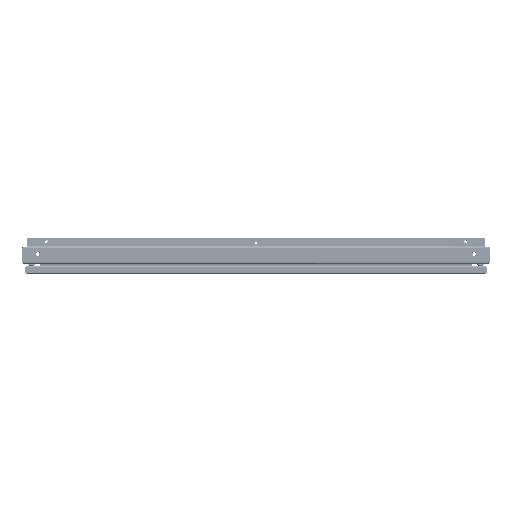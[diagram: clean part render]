
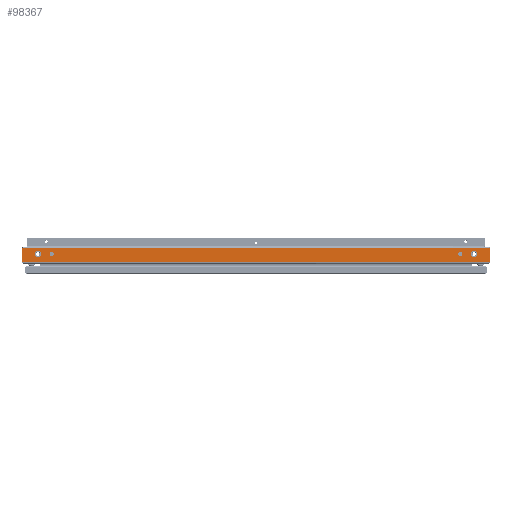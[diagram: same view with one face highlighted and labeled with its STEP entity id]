
A CAD part, front view. The second image highlights one B-rep face of the part: STEP entity #98367.
In plain terms, the highlighted face is planar.
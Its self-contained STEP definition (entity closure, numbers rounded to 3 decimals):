
#19 = CARTESIAN_POINT ( 'NONE',  ( 0., 0., 0. ) ) ;
#420 = DIRECTION ( 'NONE',  ( 1., 0., 0. ) ) ;
#695 = CARTESIAN_POINT ( 'NONE',  ( -524.5, -3.319, 0. ) ) ;
#1004 = VERTEX_POINT ( 'NONE', #85179 ) ;
#1878 = CARTESIAN_POINT ( 'NONE',  ( 559.5, -3.319, 0. ) ) ;
#2360 = DIRECTION ( 'NONE',  ( -1., 0., 0. ) ) ;
#3142 = AXIS2_PLACEMENT_3D ( 'NONE', #42264, #26778, #79588 ) ;
#3988 = CARTESIAN_POINT ( 'NONE',  ( -600., -22., 0. ) ) ;
#5085 = EDGE_LOOP ( 'NONE', ( #34197, #52995 ) ) ;
#5728 = CARTESIAN_POINT ( 'NONE',  ( -600., -18., 0. ) ) ;
#5802 = LINE ( 'NONE', #21237, #79873 ) ;
#6230 = EDGE_CURVE ( 'NONE', #64397, #54644, #34867, .T. ) ;
#7373 = DIRECTION ( 'NONE',  ( 0., 0., 1. ) ) ;
#7507 = CARTESIAN_POINT ( 'NONE',  ( -600., -18., 0. ) ) ;
#9022 = VERTEX_POINT ( 'NONE', #76767 ) ;
#9854 = LINE ( 'NONE', #54208, #56097 ) ;
#12435 = CIRCLE ( 'NONE', #79248, 8. ) ;
#13999 = EDGE_CURVE ( 'NONE', #24069, #9022, #12435, .T. ) ;
#15390 = VECTOR ( 'NONE', #52478, 1000. ) ;
#16429 = CARTESIAN_POINT ( 'NONE',  ( 524.5, -3.319, 0. ) ) ;
#17316 = CARTESIAN_POINT ( 'NONE',  ( -567.5, -3.319, 0. ) ) ;
#19231 = ORIENTED_EDGE ( 'NONE', *, *, #6230, .F. ) ;
#19484 = AXIS2_PLACEMENT_3D ( 'NONE', #87891, #19631, #50031 ) ;
#19631 = DIRECTION ( 'NONE',  ( 0., 0., 1. ) ) ;
#21237 = CARTESIAN_POINT ( 'NONE',  ( 600., -22., 0. ) ) ;
#21855 = VERTEX_POINT ( 'NONE', #86778 ) ;
#22099 = DIRECTION ( 'NONE',  ( 0., 0., 1. ) ) ;
#22541 = CARTESIAN_POINT ( 'NONE',  ( -551.5, -3.319, 0. ) ) ;
#23242 = ORIENTED_EDGE ( 'NONE', *, *, #41985, .F. ) ;
#24069 = VERTEX_POINT ( 'NONE', #93502 ) ;
#26667 = VECTOR ( 'NONE', #420, 1000. ) ;
#26696 = CARTESIAN_POINT ( 'NONE',  ( 597.935, -18., 0. ) ) ;
#26778 = DIRECTION ( 'NONE',  ( 0., 0., -1. ) ) ;
#28112 = CARTESIAN_POINT ( 'NONE',  ( -519., -3.319, 0. ) ) ;
#28925 = EDGE_LOOP ( 'NONE', ( #32670, #57170 ) ) ;
#28926 = LINE ( 'NONE', #7507, #82050 ) ;
#29388 = EDGE_CURVE ( 'NONE', #32601, #60371, #9854, .T. ) ;
#29538 = LINE ( 'NONE', #90308, #15390 ) ;
#29789 = CARTESIAN_POINT ( 'NONE',  ( -600., -18., 0. ) ) ;
#31743 = VERTEX_POINT ( 'NONE', #85176 ) ;
#32601 = VERTEX_POINT ( 'NONE', #82727 ) ;
#32670 = ORIENTED_EDGE ( 'NONE', *, *, #81281, .F. ) ;
#32915 = CARTESIAN_POINT ( 'NONE',  ( 530., -3.319, 0. ) ) ;
#33783 = EDGE_CURVE ( 'NONE', #31743, #58523, #29538, .T. ) ;
#34197 = ORIENTED_EDGE ( 'NONE', *, *, #49969, .T. ) ;
#34649 = EDGE_CURVE ( 'NONE', #58523, #1004, #76597, .T. ) ;
#34867 = CIRCLE ( 'NONE', #93704, 8. ) ;
#35018 = CIRCLE ( 'NONE', #3142, 8. ) ;
#35698 = VECTOR ( 'NONE', #95097, 1000. ) ;
#37758 = CARTESIAN_POINT ( 'NONE',  ( 600., 18., 0. ) ) ;
#37877 = FACE_OUTER_BOUND ( 'NONE', #60268, .T. ) ;
#38502 = VERTEX_POINT ( 'NONE', #83887 ) ;
#38761 = CIRCLE ( 'NONE', #83229, 5.5 ) ;
#38792 = ORIENTED_EDGE ( 'NONE', *, *, #56392, .T. ) ;
#38849 = LINE ( 'NONE', #91599, #46467 ) ;
#38959 = EDGE_CURVE ( 'NONE', #9022, #24069, #35018, .T. ) ;
#39237 = LINE ( 'NONE', #37758, #53400 ) ;
#40051 = ORIENTED_EDGE ( 'NONE', *, *, #34649, .T. ) ;
#40246 = DIRECTION ( 'NONE',  ( -1., 0., 0. ) ) ;
#40279 = AXIS2_PLACEMENT_3D ( 'NONE', #695, #22099, #54471 ) ;
#41985 = EDGE_CURVE ( 'NONE', #54644, #64397, #62452, .T. ) ;
#42264 = CARTESIAN_POINT ( 'NONE',  ( 559.5, -3.319, 0. ) ) ;
#42317 = EDGE_CURVE ( 'NONE', #66847, #82758, #60944, .T. ) ;
#44114 = ORIENTED_EDGE ( 'NONE', *, *, #47848, .T. ) ;
#44871 = FACE_BOUND ( 'NONE', #58463, .T. ) ;
#45163 = DIRECTION ( 'NONE',  ( 0., 1., 0. ) ) ;
#45587 = EDGE_CURVE ( 'NONE', #60371, #88840, #72220, .T. ) ;
#46467 = VECTOR ( 'NONE', #59735, 1000. ) ;
#47848 = EDGE_CURVE ( 'NONE', #93524, #38502, #39237, .T. ) ;
#48085 = CARTESIAN_POINT ( 'NONE',  ( -559.5, -3.319, 0. ) ) ;
#48273 = DIRECTION ( 'NONE',  ( -1., 0., 0. ) ) ;
#49702 = ORIENTED_EDGE ( 'NONE', *, *, #33783, .T. ) ;
#49969 = EDGE_CURVE ( 'NONE', #82758, #66847, #68020, .T. ) ;
#50031 = DIRECTION ( 'NONE',  ( 1., 0., 0. ) ) ;
#50264 = DIRECTION ( 'NONE',  ( 0., 0., -1. ) ) ;
#52102 = ORIENTED_EDGE ( 'NONE', *, *, #84279, .T. ) ;
#52478 = DIRECTION ( 'NONE',  ( 1., 0., 0. ) ) ;
#52995 = ORIENTED_EDGE ( 'NONE', *, *, #42317, .T. ) ;
#53400 = VECTOR ( 'NONE', #69106, 1000. ) ;
#54208 = CARTESIAN_POINT ( 'NONE',  ( 600., 18., 0. ) ) ;
#54471 = DIRECTION ( 'NONE',  ( 1., 0., 0. ) ) ;
#54644 = VERTEX_POINT ( 'NONE', #17316 ) ;
#55278 = AXIS2_PLACEMENT_3D ( 'NONE', #16429, #61744, #67753 ) ;
#56097 = VECTOR ( 'NONE', #2360, 1000. ) ;
#56392 = EDGE_CURVE ( 'NONE', #38502, #32601, #38849, .T. ) ;
#57170 = ORIENTED_EDGE ( 'NONE', *, *, #70506, .F. ) ;
#57240 = CARTESIAN_POINT ( 'NONE',  ( 519., -3.319, 0. ) ) ;
#57742 = CIRCLE ( 'NONE', #40279, 5.5 ) ;
#58463 = EDGE_LOOP ( 'NONE', ( #62499, #93970 ) ) ;
#58523 = VERTEX_POINT ( 'NONE', #26696 ) ;
#59735 = DIRECTION ( 'NONE',  ( -1., 0., 0. ) ) ;
#60268 = EDGE_LOOP ( 'NONE', ( #52102, #49702, #40051, #72957, #44114, #38792, #85238, #83921 ) ) ;
#60371 = VERTEX_POINT ( 'NONE', #75763 ) ;
#60944 = CIRCLE ( 'NONE', #67274, 5.5 ) ;
#61744 = DIRECTION ( 'NONE',  ( 0., 0., -1. ) ) ;
#61745 = DIRECTION ( 'NONE',  ( 0., 0., -1. ) ) ;
#62452 = CIRCLE ( 'NONE', #19484, 8. ) ;
#62499 = ORIENTED_EDGE ( 'NONE', *, *, #38959, .T. ) ;
#64397 = VERTEX_POINT ( 'NONE', #22541 ) ;
#64701 = DIRECTION ( 'NONE',  ( -1., 0., 0. ) ) ;
#66847 = VERTEX_POINT ( 'NONE', #57240 ) ;
#67274 = AXIS2_PLACEMENT_3D ( 'NONE', #80623, #50264, #64701 ) ;
#67486 = EDGE_CURVE ( 'NONE', #1004, #93524, #5802, .T. ) ;
#67753 = DIRECTION ( 'NONE',  ( -1., 0., 0. ) ) ;
#68020 = CIRCLE ( 'NONE', #55278, 5.5 ) ;
#68113 = DIRECTION ( 'NONE',  ( 1., 0., 0. ) ) ;
#68242 = PLANE ( 'NONE',  #68319 ) ;
#68319 = AXIS2_PLACEMENT_3D ( 'NONE', #19, #61745, #48273 ) ;
#69106 = DIRECTION ( 'NONE',  ( -1., 0., 0. ) ) ;
#70506 = EDGE_CURVE ( 'NONE', #21855, #82087, #38761, .T. ) ;
#72220 = LINE ( 'NONE', #3988, #35698 ) ;
#72957 = ORIENTED_EDGE ( 'NONE', *, *, #67486, .T. ) ;
#73775 = CARTESIAN_POINT ( 'NONE',  ( 600., 18., 0. ) ) ;
#75222 = FACE_BOUND ( 'NONE', #5085, .T. ) ;
#75704 = FACE_BOUND ( 'NONE', #28925, .T. ) ;
#75763 = CARTESIAN_POINT ( 'NONE',  ( -600., 18., 0. ) ) ;
#76597 = LINE ( 'NONE', #29789, #26667 ) ;
#76767 = CARTESIAN_POINT ( 'NONE',  ( 567.5, -3.319, 0. ) ) ;
#77962 = DIRECTION ( 'NONE',  ( 1., 0., 0. ) ) ;
#78538 = DIRECTION ( 'NONE',  ( 0., 0., -1. ) ) ;
#79248 = AXIS2_PLACEMENT_3D ( 'NONE', #1878, #78538, #40246 ) ;
#79588 = DIRECTION ( 'NONE',  ( -1., 0., 0. ) ) ;
#79873 = VECTOR ( 'NONE', #45163, 1000. ) ;
#80623 = CARTESIAN_POINT ( 'NONE',  ( 524.5, -3.319, 0. ) ) ;
#81281 = EDGE_CURVE ( 'NONE', #82087, #21855, #57742, .T. ) ;
#82050 = VECTOR ( 'NONE', #98129, 1000. ) ;
#82087 = VERTEX_POINT ( 'NONE', #28112 ) ;
#82727 = CARTESIAN_POINT ( 'NONE',  ( -598., 18., 0. ) ) ;
#82758 = VERTEX_POINT ( 'NONE', #32915 ) ;
#83191 = FACE_BOUND ( 'NONE', #93591, .T. ) ;
#83229 = AXIS2_PLACEMENT_3D ( 'NONE', #83554, #7373, #68113 ) ;
#83554 = CARTESIAN_POINT ( 'NONE',  ( -524.5, -3.319, 0. ) ) ;
#83887 = CARTESIAN_POINT ( 'NONE',  ( 598., 18., 0. ) ) ;
#83921 = ORIENTED_EDGE ( 'NONE', *, *, #45587, .T. ) ;
#84279 = EDGE_CURVE ( 'NONE', #88840, #31743, #28926, .T. ) ;
#84981 = DIRECTION ( 'NONE',  ( 0., 0., 1. ) ) ;
#85176 = CARTESIAN_POINT ( 'NONE',  ( -597.935, -18., 0. ) ) ;
#85179 = CARTESIAN_POINT ( 'NONE',  ( 600., -18., 0. ) ) ;
#85238 = ORIENTED_EDGE ( 'NONE', *, *, #29388, .T. ) ;
#86778 = CARTESIAN_POINT ( 'NONE',  ( -530., -3.319, 0. ) ) ;
#87891 = CARTESIAN_POINT ( 'NONE',  ( -559.5, -3.319, 0. ) ) ;
#88840 = VERTEX_POINT ( 'NONE', #5728 ) ;
#90308 = CARTESIAN_POINT ( 'NONE',  ( -600., -18., 0. ) ) ;
#91599 = CARTESIAN_POINT ( 'NONE',  ( 600., 18., 0. ) ) ;
#93502 = CARTESIAN_POINT ( 'NONE',  ( 551.5, -3.319, 0. ) ) ;
#93524 = VERTEX_POINT ( 'NONE', #73775 ) ;
#93591 = EDGE_LOOP ( 'NONE', ( #19231, #23242 ) ) ;
#93704 = AXIS2_PLACEMENT_3D ( 'NONE', #48085, #84981, #77962 ) ;
#93970 = ORIENTED_EDGE ( 'NONE', *, *, #13999, .T. ) ;
#95097 = DIRECTION ( 'NONE',  ( 0., -1., 0. ) ) ;
#98129 = DIRECTION ( 'NONE',  ( 1., 0., 0. ) ) ;
#98367 = ADVANCED_FACE ( 'NONE', ( #44871, #75222, #83191, #75704, #37877 ), #68242, .F. ) ;
